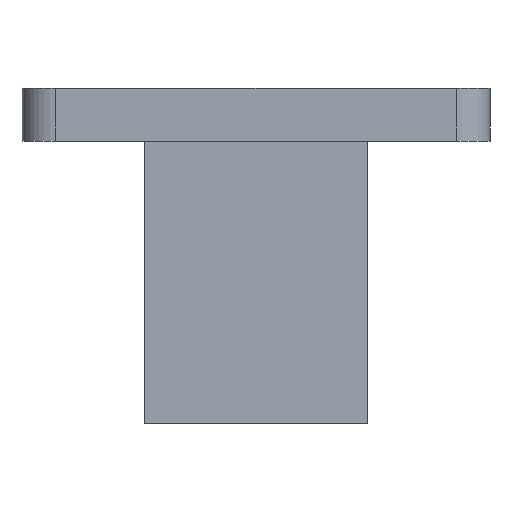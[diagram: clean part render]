
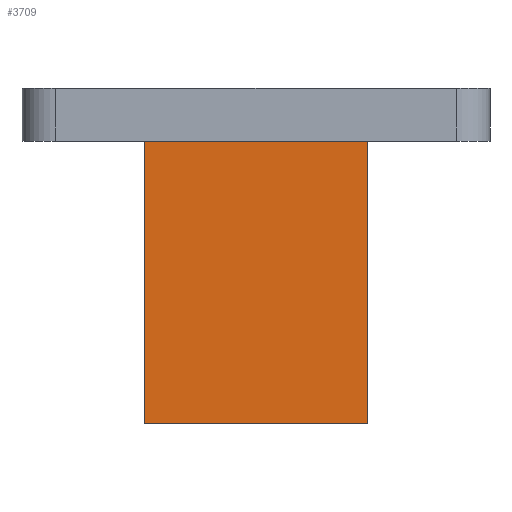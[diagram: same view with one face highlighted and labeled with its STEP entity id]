
A CAD part, front view. The second image highlights one B-rep face of the part: STEP entity #3709.
In plain terms, the highlighted planar face has unit normal (0, -1, 0).
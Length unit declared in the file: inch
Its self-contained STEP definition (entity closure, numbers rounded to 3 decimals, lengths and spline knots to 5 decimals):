
#160 = LINE ( 'NONE', #5674, #1883 ) ;
#372 = LINE ( 'NONE', #3822, #3496 ) ;
#442 = ORIENTED_EDGE ( 'NONE', *, *, #5544, .T. ) ;
#632 = DIRECTION ( 'NONE',  ( 1., 0., 0. ) ) ;
#676 = ORIENTED_EDGE ( 'NONE', *, *, #1148, .T. ) ;
#698 = VERTEX_POINT ( 'NONE', #5607 ) ;
#1044 = VECTOR ( 'NONE', #632, 39.37008 ) ;
#1098 = AXIS2_PLACEMENT_3D ( 'NONE', #2648, #5994, #5019 ) ;
#1148 = EDGE_CURVE ( 'NONE', #6246, #3212, #372, .T. ) ;
#1281 = CARTESIAN_POINT ( 'NONE',  ( -0.5, -0.25, -1.5 ) ) ;
#1678 = FACE_OUTER_BOUND ( 'NONE', #6118, .T. ) ;
#1772 = ORIENTED_EDGE ( 'NONE', *, *, #4350, .F. ) ;
#1883 = VECTOR ( 'NONE', #3310, 39.37008 ) ;
#1954 = ORIENTED_EDGE ( 'NONE', *, *, #2847, .T. ) ;
#2278 = DIRECTION ( 'NONE',  ( -1., 0., 0. ) ) ;
#2396 = LINE ( 'NONE', #4087, #1044 ) ;
#2648 = CARTESIAN_POINT ( 'NONE',  ( -0.5, -0.25, -1.5 ) ) ;
#2818 = VECTOR ( 'NONE', #5711, 39.37008 ) ;
#2847 = EDGE_CURVE ( 'NONE', #3732, #698, #2396, .T. ) ;
#3212 = VERTEX_POINT ( 'NONE', #6366 ) ;
#3310 = DIRECTION ( 'NONE',  ( 0., 0., 1. ) ) ;
#3496 = VECTOR ( 'NONE', #2278, 39.37008 ) ;
#3709 = ADVANCED_FACE ( 'NONE', ( #1678 ), #5043, .T. ) ;
#3732 = VERTEX_POINT ( 'NONE', #6075 ) ;
#3822 = CARTESIAN_POINT ( 'NONE',  ( 0., -0.25, -0.23622 ) ) ;
#4087 = CARTESIAN_POINT ( 'NONE',  ( -0.5, -0.25, -1.5 ) ) ;
#4350 = EDGE_CURVE ( 'NONE', #3732, #3212, #5405, .T. ) ;
#4528 = CARTESIAN_POINT ( 'NONE',  ( 0.5, -0.25, -0.23622 ) ) ;
#5019 = DIRECTION ( 'NONE',  ( 0., 0., -1. ) ) ;
#5043 = PLANE ( 'NONE',  #1098 ) ;
#5405 = LINE ( 'NONE', #1281, #2818 ) ;
#5544 = EDGE_CURVE ( 'NONE', #698, #6246, #160, .T. ) ;
#5607 = CARTESIAN_POINT ( 'NONE',  ( 0.5, -0.25, -1.5 ) ) ;
#5674 = CARTESIAN_POINT ( 'NONE',  ( 0.5, -0.25, -1.5 ) ) ;
#5711 = DIRECTION ( 'NONE',  ( 0., 0., 1. ) ) ;
#5994 = DIRECTION ( 'NONE',  ( 0., -1., 0. ) ) ;
#6075 = CARTESIAN_POINT ( 'NONE',  ( -0.5, -0.25, -1.5 ) ) ;
#6118 = EDGE_LOOP ( 'NONE', ( #442, #676, #1772, #1954 ) ) ;
#6246 = VERTEX_POINT ( 'NONE', #4528 ) ;
#6366 = CARTESIAN_POINT ( 'NONE',  ( -0.5, -0.25, -0.23622 ) ) ;
